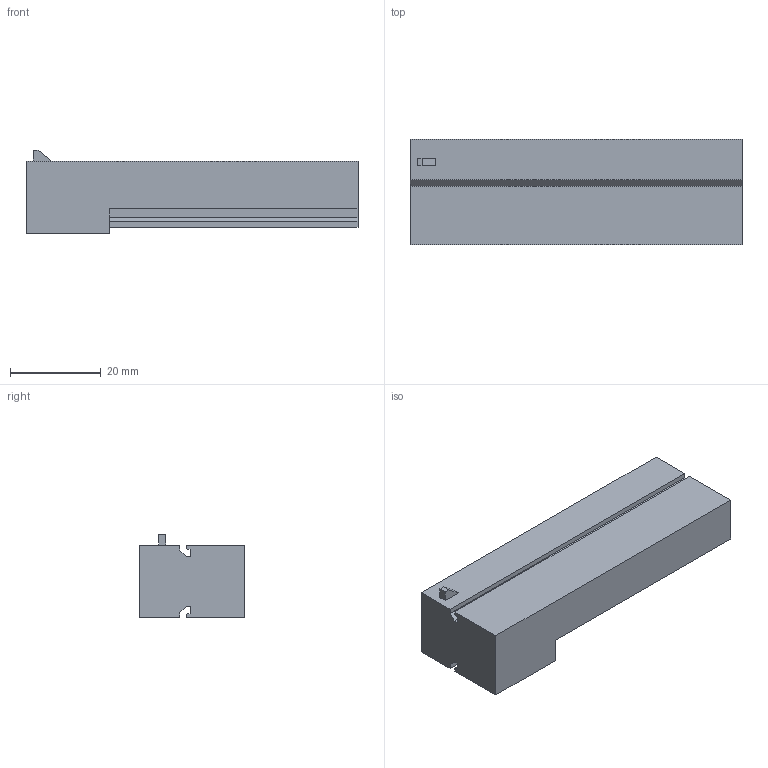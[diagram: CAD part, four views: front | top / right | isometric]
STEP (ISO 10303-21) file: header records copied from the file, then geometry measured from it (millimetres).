
FILE_DESCRIPTION(/* description */ (''),/* implementation_level */ '2;1');
FILE_NAME(/* name */ '13923558_ENV10_01.stp',/* time_stamp */ '2023-07-06T22:08:22+08:00',/* author */ (''),/* organization */ (''),/* preprocessor_version */ 'ST-DEVELOPER v16',/* originating_system */ 'SIEMENS PLM Software NX 11.0',/* authorisation */ '');
FILE_SCHEMA (('AUTOMOTIVE_DESIGN { 1 0 10303 214 3 1 1 1 }'));
Length unit declared in the file: millimetre
Products named in the file (1): 13923558_ENV10_01
Bounding box: 73.2 x 23.25 x 18.4 mm (x, y, z)
Volume: 18759.2 mm3; surface area: 7132.2 mm2
Topology: 1 solids, 1 shells, 42 faces, 117 edges, 78 vertices
Faces by surface type: plane 42
Entity records: 1345 total; most frequent: CARTESIAN_POINT 238, ORIENTED_EDGE 234, DIRECTION 203, EDGE_CURVE 117, LINE 117, VECTOR 117, VERTEX_POINT 78, EDGE_LOOP 43
